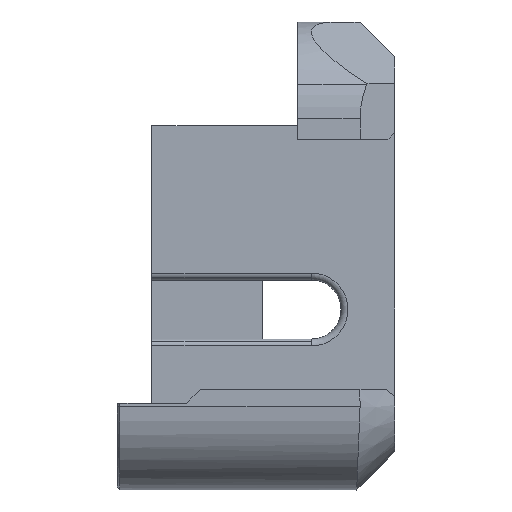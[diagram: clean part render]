
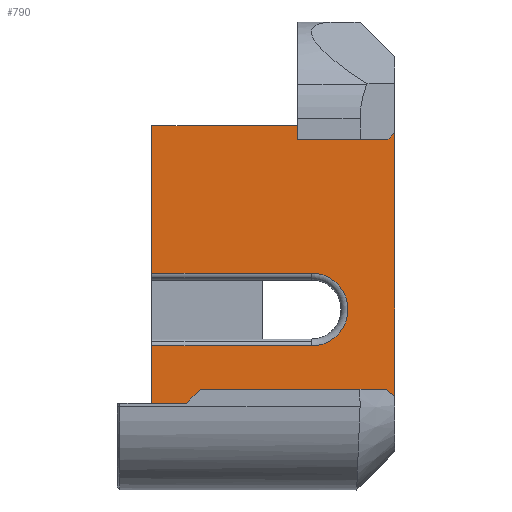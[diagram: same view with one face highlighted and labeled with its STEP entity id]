
A CAD part, left-side view. The second image highlights one B-rep face of the part: STEP entity #790.
In plain terms, the highlighted planar face has unit normal (-1, 0, 0).
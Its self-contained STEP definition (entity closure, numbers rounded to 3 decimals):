
#610 = VERTEX_POINT ( 'NONE', #7711 ) ;
#790 = ADVANCED_FACE ( 'NONE', ( #16172 ), #9394, .T. ) ;
#838 = DIRECTION ( 'NONE',  ( 0., -1., 0. ) ) ;
#910 = VECTOR ( 'NONE', #12629, 1000. ) ;
#1070 = CARTESIAN_POINT ( 'NONE',  ( 131.217, -153.43, 102.75 ) ) ;
#1082 = CARTESIAN_POINT ( 'NONE',  ( 131.217, -119.43, 81.5 ) ) ;
#1409 = VECTOR ( 'NONE', #5225, 1000. ) ;
#1590 = EDGE_CURVE ( 'NONE', #3846, #8523, #13967, .T. ) ;
#2180 = DIRECTION ( 'NONE',  ( 0., 0., -1. ) ) ;
#3049 = VERTEX_POINT ( 'NONE', #16313 ) ;
#3086 = CARTESIAN_POINT ( 'NONE',  ( 131.217, -140.43, 102.75 ) ) ;
#3440 = LINE ( 'NONE', #4966, #6948 ) ;
#3695 = CARTESIAN_POINT ( 'NONE',  ( 131.217, -119.43, 62.75 ) ) ;
#3846 = VERTEX_POINT ( 'NONE', #3695 ) ;
#3875 = ORIENTED_EDGE ( 'NONE', *, *, #15949, .F. ) ;
#4112 = CARTESIAN_POINT ( 'NONE',  ( 131.217, -119.43, 102.75 ) ) ;
#4228 = CARTESIAN_POINT ( 'NONE',  ( 131.217, -142.43, 76.25 ) ) ;
#4610 = DIRECTION ( 'NONE',  ( 0., 0., 1. ) ) ;
#4746 = EDGE_CURVE ( 'NONE', #10029, #3049, #13755, .T. ) ;
#4932 = AXIS2_PLACEMENT_3D ( 'NONE', #4228, #16537, #13532 ) ;
#4966 = CARTESIAN_POINT ( 'NONE',  ( 131.217, -119.43, 62.75 ) ) ;
#4969 = CARTESIAN_POINT ( 'NONE',  ( 131.217, -145.43, 71. ) ) ;
#5135 = DIRECTION ( 'NONE',  ( 0., -1., 0. ) ) ;
#5225 = DIRECTION ( 'NONE',  ( 0., 1., 0. ) ) ;
#5228 = EDGE_LOOP ( 'NONE', ( #3875, #7071, #9061, #10169, #16536, #11783, #7913, #5840, #14062 ) ) ;
#5840 = ORIENTED_EDGE ( 'NONE', *, *, #6595, .F. ) ;
#6159 = LINE ( 'NONE', #6240, #17497 ) ;
#6240 = CARTESIAN_POINT ( 'NONE',  ( 131.217, -119.43, 62.75 ) ) ;
#6346 = EDGE_CURVE ( 'NONE', #15466, #15634, #6159, .T. ) ;
#6595 = EDGE_CURVE ( 'NONE', #15634, #13917, #7875, .T. ) ;
#6713 = CARTESIAN_POINT ( 'NONE',  ( 131.217, -153.43, 102.75 ) ) ;
#6948 = VECTOR ( 'NONE', #4610, 1000. ) ;
#7071 = ORIENTED_EDGE ( 'NONE', *, *, #4746, .F. ) ;
#7175 = CARTESIAN_POINT ( 'NONE',  ( 131.217, -153.43, 62.75 ) ) ;
#7536 = LINE ( 'NONE', #12994, #7763 ) ;
#7711 = CARTESIAN_POINT ( 'NONE',  ( 131.217, -154.43, 102.75 ) ) ;
#7763 = VECTOR ( 'NONE', #2180, 1000. ) ;
#7773 = DIRECTION ( 'NONE',  ( 0., -1., 0. ) ) ;
#7816 = LINE ( 'NONE', #4969, #14003 ) ;
#7857 = LINE ( 'NONE', #1070, #14163 ) ;
#7875 = LINE ( 'NONE', #15910, #13262 ) ;
#7913 = ORIENTED_EDGE ( 'NONE', *, *, #8930, .F. ) ;
#8523 = VERTEX_POINT ( 'NONE', #15277 ) ;
#8930 = EDGE_CURVE ( 'NONE', #13917, #610, #7857, .T. ) ;
#9061 = ORIENTED_EDGE ( 'NONE', *, *, #14089, .F. ) ;
#9394 = PLANE ( 'NONE',  #17404 ) ;
#9475 = DIRECTION ( 'NONE',  ( 0., 0., 1. ) ) ;
#10029 = VERTEX_POINT ( 'NONE', #14126 ) ;
#10169 = ORIENTED_EDGE ( 'NONE', *, *, #15862, .F. ) ;
#11783 = ORIENTED_EDGE ( 'NONE', *, *, #11923, .F. ) ;
#11923 = EDGE_CURVE ( 'NONE', #610, #8523, #7536, .T. ) ;
#12629 = DIRECTION ( 'NONE',  ( 0., -1., 0. ) ) ;
#12994 = CARTESIAN_POINT ( 'NONE',  ( 131.217, -154.43, 102.75 ) ) ;
#13262 = VECTOR ( 'NONE', #838, 1000. ) ;
#13532 = DIRECTION ( 'NONE',  ( 0., -1., 0. ) ) ;
#13755 = CIRCLE ( 'NONE', #4932, 5.25 ) ;
#13917 = VERTEX_POINT ( 'NONE', #3086 ) ;
#13967 = LINE ( 'NONE', #7175, #910 ) ;
#14003 = VECTOR ( 'NONE', #5135, 1000. ) ;
#14062 = ORIENTED_EDGE ( 'NONE', *, *, #6346, .F. ) ;
#14089 = EDGE_CURVE ( 'NONE', #16614, #10029, #7816, .T. ) ;
#14126 = CARTESIAN_POINT ( 'NONE',  ( 131.217, -142.43, 71. ) ) ;
#14163 = VECTOR ( 'NONE', #7773, 1000. ) ;
#14828 = DIRECTION ( 'NONE',  ( -1., 0., 0. ) ) ;
#14843 = LINE ( 'NONE', #17604, #1409 ) ;
#15277 = CARTESIAN_POINT ( 'NONE',  ( 131.217, -154.43, 62.75 ) ) ;
#15466 = VERTEX_POINT ( 'NONE', #1082 ) ;
#15634 = VERTEX_POINT ( 'NONE', #4112 ) ;
#15862 = EDGE_CURVE ( 'NONE', #3846, #16614, #3440, .T. ) ;
#15910 = CARTESIAN_POINT ( 'NONE',  ( 131.217, -153.43, 102.75 ) ) ;
#15949 = EDGE_CURVE ( 'NONE', #3049, #15466, #14843, .T. ) ;
#16172 = FACE_OUTER_BOUND ( 'NONE', #5228, .T. ) ;
#16313 = CARTESIAN_POINT ( 'NONE',  ( 131.217, -142.43, 81.5 ) ) ;
#16536 = ORIENTED_EDGE ( 'NONE', *, *, #1590, .T. ) ;
#16537 = DIRECTION ( 'NONE',  ( -1., 0., 0. ) ) ;
#16614 = VERTEX_POINT ( 'NONE', #16964 ) ;
#16846 = DIRECTION ( 'NONE',  ( 0., 0., 1. ) ) ;
#16964 = CARTESIAN_POINT ( 'NONE',  ( 131.217, -119.43, 71. ) ) ;
#17404 = AXIS2_PLACEMENT_3D ( 'NONE', #6713, #14828, #9475 ) ;
#17497 = VECTOR ( 'NONE', #16846, 1000. ) ;
#17604 = CARTESIAN_POINT ( 'NONE',  ( 131.217, -136.43, 81.5 ) ) ;
